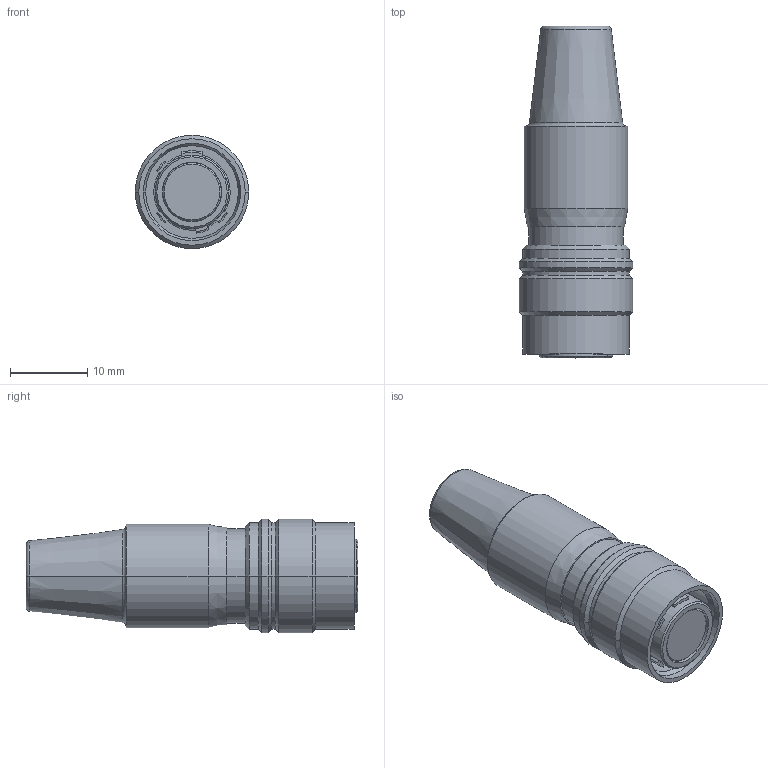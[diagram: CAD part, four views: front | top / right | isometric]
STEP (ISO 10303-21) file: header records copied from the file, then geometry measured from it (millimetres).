
FILE_DESCRIPTION(('CoCreate Modeling STEP Export'),'2;1');
FILE_NAME('HR10A-10P-12S.stp','2009-06-29T10:06:56',(''),(''),'CoCreate Modeling STEP processor for AP214 (Solid Model)','CoCreate Modeling 16.00B 02-Dec-2008 (C) Parametric Technology GmbH','');
FILE_SCHEMA(('AUTOMOTIVE_DESIGN { 1 0 10303 214 1 1 1 1 }'));
Length unit declared in the file: millimetre
Products named in the file (1): HR10A-10P-12S
Bounding box: 14.7 x 43 x 14.7 mm (x, y, z)
Volume: 5292.6 mm3; surface area: 2380.8 mm2
Topology: 1 solids, 1 shells, 117 faces, 279 edges, 173 vertices
Faces by surface type: cylinder 33, plane 28, torus 24, cone 20, bspline 12
Entity records: 5446 total; most frequent: CARTESIAN_POINT 3100, ORIENTED_EDGE 558, DIRECTION 386, EDGE_CURVE 279, VERTEX_POINT 173, AXIS2_PLACEMENT_3D 148, EDGE_LOOP 126, FACE_OUTER_BOUND 117
